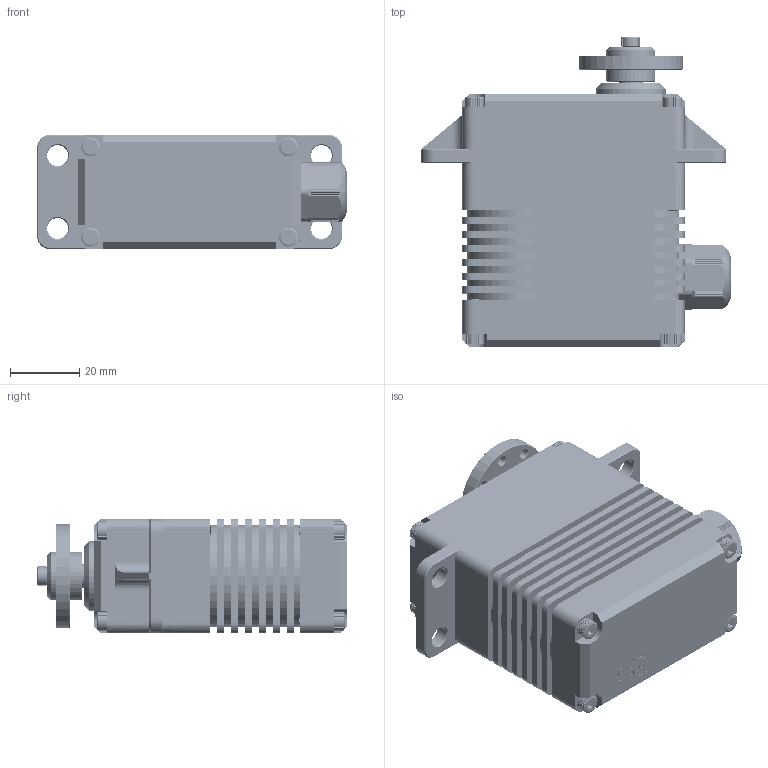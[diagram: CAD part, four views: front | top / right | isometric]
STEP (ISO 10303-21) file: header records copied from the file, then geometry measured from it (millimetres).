
FILE_DESCRIPTION((''),'2;1');
FILE_NAME('22XXX_HS-1100WP-RC_ASM','2016-08-26T',('servo-csw'),(''),'CREO PARAMETRIC BY PTC INC, 2014440','CREO PARAMETRIC BY PTC INC, 2014440','');
FILE_SCHEMA(('CONFIG_CONTROL_DESIGN'));
Products named in the file (18): 120101010110_AL6061_1100T_A; 120101020109_AL6063_1100HT-B; 120101030099_AL6061_1100L; 12XXX_S45C_HS1000SG4WP_RC; 12XXX_1100SG4_RC_ASM; 12XXX__I-MO_SCREW_TYPE; CABLE_GRAND_C; CABLE_GRAND_B; CABLE_GRAND_E; CABLE_GRAND_D; CABLE_GRAND_A; CABLE_GRAND_B2; SCL-6_CABLE_GRAND_ASM; 120204000002_SW_5_9X3_1; HSH_M3XL30_SUS_120201000141; 120201000070_SUS_HSH_M3XL10; 120201000128_SCM435_HSH_M3XL10; 22XXX_HS-1100WP-RC_ASM
Assembly tree (31 placements, depth 3):
  22XXX_HS-1100WP-RC_ASM
    120101010110_AL6061_1100T_A
    120101020109_AL6063_1100HT-B
    120101030099_AL6061_1100L
    12XXX_1100SG4_RC_ASM
      12XXX_S45C_HS1000SG4WP_RC
    12XXX__I-MO_SCREW_TYPE
    SCL-6_CABLE_GRAND_ASM
      CABLE_GRAND_C
      CABLE_GRAND_B
      CABLE_GRAND_E
      CABLE_GRAND_D
      CABLE_GRAND_A
      CABLE_GRAND_B2
    120204000002_SW_5_9X3_1  x9
    HSH_M3XL30_SUS_120201000141  x4
    120201000070_SUS_HSH_M3XL10  x4
    120201000128_SCM435_HSH_M3XL10
Bounding box: 89.4 x 89.5 x 33 mm (x, y, z)
Volume: 159695.9 mm3; surface area: 48849.1 mm2
Topology: 29 solids, 29 shells, 2962 faces, 8228 edges, 5368 vertices
Faces by surface type: cylinder 1266, plane 1236, bspline 253, cone 185, torus 22
Entity records: 97423 total; most frequent: CARTESIAN_POINT 39197, ORIENTED_EDGE 9206, DIRECTION 7599, PRESENTATION_STYLE_ASSIGNMENT 4871, STYLED_ITEM 4648, CURVE_STYLE 4603, EDGE_CURVE 4603, VERTEX_POINT 2979
